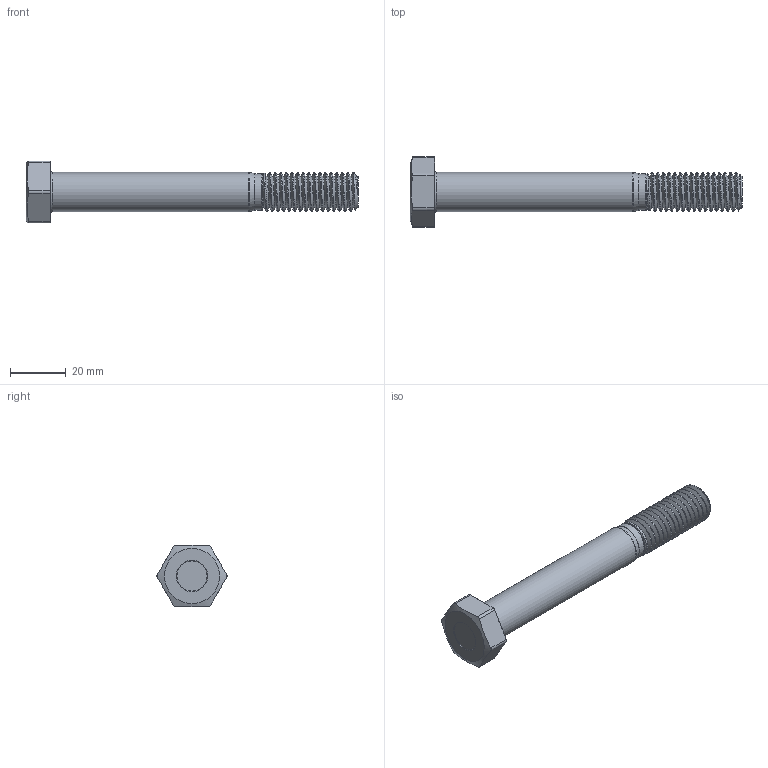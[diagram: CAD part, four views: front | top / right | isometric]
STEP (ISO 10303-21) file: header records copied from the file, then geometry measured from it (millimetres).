
FILE_DESCRIPTION(/* description */ ('STEP AP203'),/* implementation_level */ '2;1');
FILE_NAME(/* name */ 'Hitching Bar Bolt v1.step',/* time_stamp */ '2025-04-28T11:55:52-04:00',/* author */ (''),/* organization */ (''),/* preprocessor_version */ 'ST-DEVELOPER v20.1',/* originating_system */ 'Autodesk Translation Framework v14.4.0.0',/* authorisation */ '');
FILE_SCHEMA (('AUTOMOTIVE_DESIGN { 1 0 10303 214 3 1 1 }'));
Length unit declared in the file: millimetre
Products named in the file (1): 90447A910_High-Strength Class 10.9 Steel Hex Head Screw
Bounding box: 118.8 x 25.06 x 22 mm (x, y, z)
Volume: 19553.9 mm3; surface area: 7082.4 mm2
Topology: 1 solids, 1 shells, 76 faces, 202 edges, 130 vertices
Faces by surface type: cylinder 43, plane 17, cone 8, torus 6, bspline 2
Full cylindrical faces by diameter (mm): 11 x1, 11.402 x17, 13.125 x1, 14 x15
Entity records: 5599 total; most frequent: CARTESIAN_POINT 3871, ORIENTED_EDGE 404, DIRECTION 304, EDGE_CURVE 202, VERTEX_POINT 130, AXIS2_PLACEMENT_3D 119, EDGE_LOOP 78, FACE_OUTER_BOUND 76
